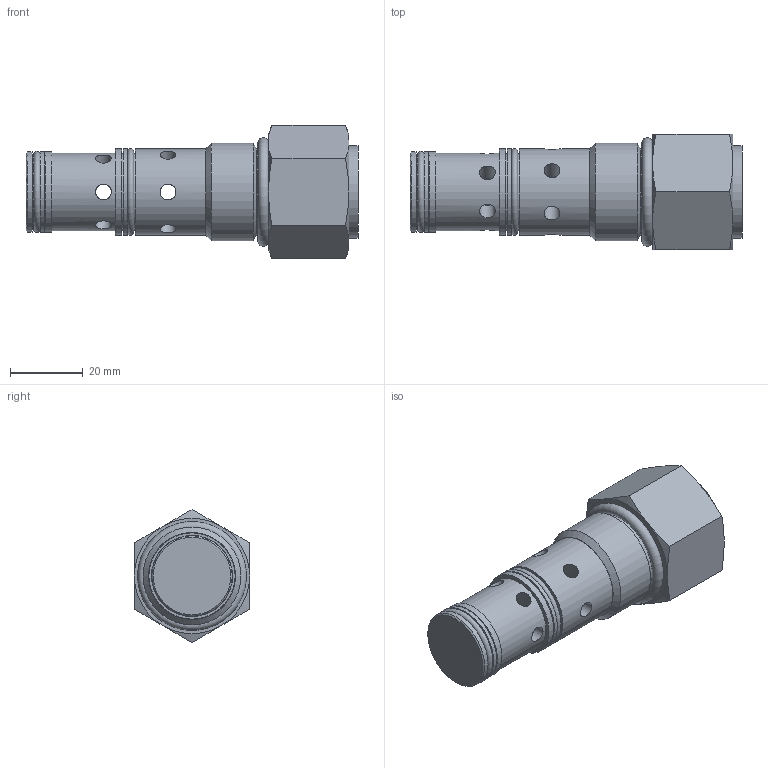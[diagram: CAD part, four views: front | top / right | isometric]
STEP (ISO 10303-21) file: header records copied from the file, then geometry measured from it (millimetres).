
FILE_DESCRIPTION((''),'2;1');
FILE_NAME('2512.stp','2015-01-26T16:07:42',('jml'),(''),'Autodesk Inventor 2010','Autodesk Inventor 2010','');
FILE_SCHEMA(('AUTOMOTIVE_DESIGN { 1 0 10303 214 1 1 1 1 }'));
Length unit declared in the file: inch
Products named in the file (8): 2512 (LevelofDetail1); 220900; 018 O-RING; 018 BACKUP; 019 O-RING; 019 BACKUP; 912 O-RING; 990178
Assembly tree (7 placements, depth 2):
  2512 (LevelofDetail1)
    220900
    018 O-RING
    018 BACKUP
    019 O-RING
    019 BACKUP
    912 O-RING
    990178
Bounding box: 91.44 x 31.75 x 36.66 mm (x, y, z)
Volume: 46002 mm3; surface area: 16860.8 mm2
Topology: 7 solids, 7 shells, 178 faces, 425 edges, 272 vertices
Faces by surface type: plane 108, cylinder 44, cone 19, torus 5, bspline 2
Full cylindrical faces by diameter (mm): 1.392 x1, 4.369 x12, 19.558 x1, 19.685 x3, 21.158 x1, 21.26 x1, 21.336 x1, 22.174 x2, 22.225 x2, 23.749 x2, 23.8 x1, 24.054 x1, 25.4 x1, 26.975 x1
Entity records: 5566 total; most frequent: CARTESIAN_POINT 1295, DIRECTION 819, ORIENTED_EDGE 736, EDGE_CURVE 368, AXIS2_PLACEMENT_3D 296, EDGE_LOOP 260, VERTEX_POINT 256, VECTOR 227
